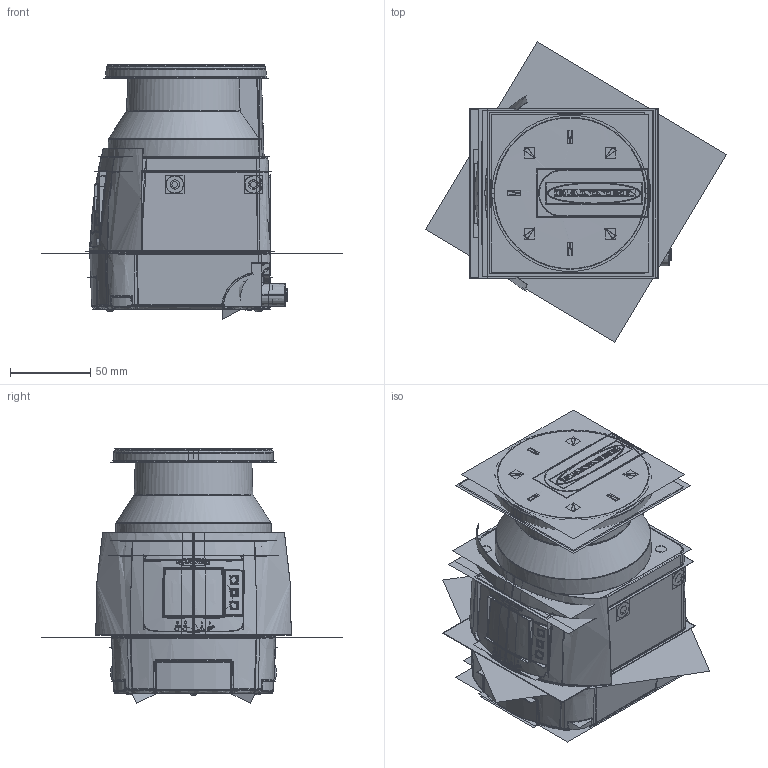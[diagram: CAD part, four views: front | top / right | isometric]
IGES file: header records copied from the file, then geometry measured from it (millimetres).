
Start section:  PTC IGES file: 211713.igs
Global section: file name: 211713.igs; native system: Creo Parametric by PTC Inc.; preprocessor: 2019292; author: PDMAdmin; organization: Unknown; date: 20220512.143751; units: millimetre
Bounding box: 187.26 x 186.89 x 158.46 mm (x, y, z)
Surface area: 3876111.3 mm2
Topology: 14 solids, 15 shells, 4242 faces, 24743 edges, 33466 vertices
Faces by surface type: bspline 2328, revolution 1698, extrusion 216
